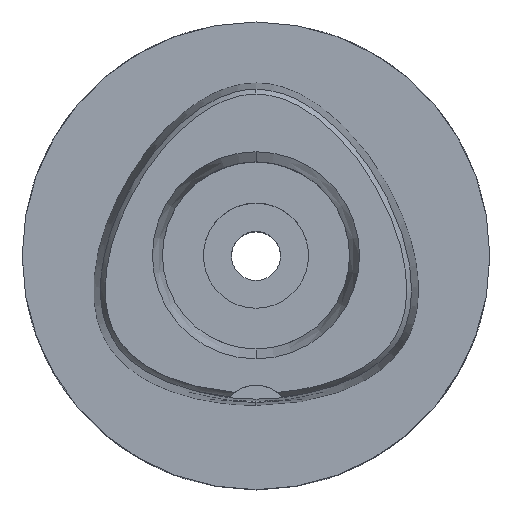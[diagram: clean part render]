
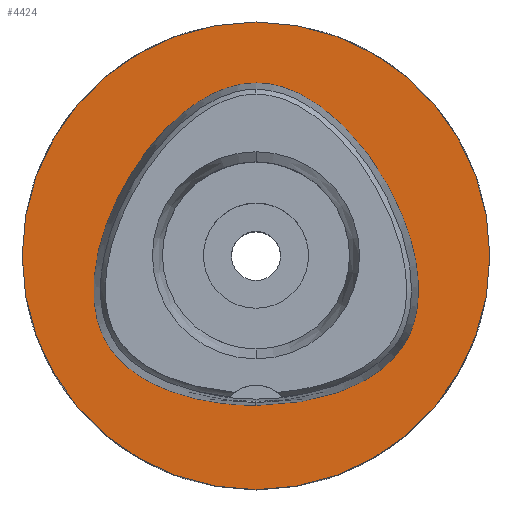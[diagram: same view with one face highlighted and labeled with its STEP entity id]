
A CAD part, top view. The second image highlights one B-rep face of the part: STEP entity #4424.
In plain terms, the highlighted planar face has unit normal (0, 0, 1).
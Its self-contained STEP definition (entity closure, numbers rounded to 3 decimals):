
#77 = CARTESIAN_POINT ( 'NONE',  ( 0., 29.575, 0. ) ) ;
#127 = CARTESIAN_POINT ( 'NONE',  ( 24.775, -16.122, 0. ) ) ;
#161 = CARTESIAN_POINT ( 'NONE',  ( -3.149, 29.34, 0. ) ) ;
#204 = CARTESIAN_POINT ( 'NONE',  ( -23.433, -17.764, 0. ) ) ;
#477 = CARTESIAN_POINT ( 'NONE',  ( 6.262, 28.351, 0. ) ) ;
#499 = DIRECTION ( 'NONE',  ( 0., 0., -1. ) ) ;
#539 = CARTESIAN_POINT ( 'NONE',  ( -26.772, 1.9, 0. ) ) ;
#610 = CARTESIAN_POINT ( 'NONE',  ( -21.421, -19.599, 0. ) ) ;
#656 = FACE_BOUND ( 'NONE', #1864, .T. ) ;
#682 = CARTESIAN_POINT ( 'NONE',  ( -11.74, -24.136, 0. ) ) ;
#860 = CARTESIAN_POINT ( 'NONE',  ( 27.537, -1.766, 0. ) ) ;
#902 = CARTESIAN_POINT ( 'NONE',  ( -9.305, 26.792, 0. ) ) ;
#939 = CARTESIAN_POINT ( 'NONE',  ( 22.339, 12.897, 0. ) ) ;
#1016 = EDGE_LOOP ( 'NONE', ( #1574, #1156 ) ) ;
#1027 = VERTEX_POINT ( 'NONE', #77 ) ;
#1043 = ORIENTED_EDGE ( 'NONE', *, *, #3396, .F. ) ;
#1067 = CARTESIAN_POINT ( 'NONE',  ( 0., 0., 0. ) ) ;
#1156 = ORIENTED_EDGE ( 'NONE', *, *, #2801, .F. ) ;
#1165 = AXIS2_PLACEMENT_3D ( 'NONE', #1710, #499, #3661 ) ;
#1178 = EDGE_CURVE ( 'NONE', #4946, #4622, #2885, .T. ) ;
#1215 = CARTESIAN_POINT ( 'NONE',  ( 23.433, -17.764, 0. ) ) ;
#1240 = CARTESIAN_POINT ( 'NONE',  ( 27.855, -5.338, 0. ) ) ;
#1306 = CARTESIAN_POINT ( 'NONE',  ( 0., 40., 0. ) ) ;
#1323 = CARTESIAN_POINT ( 'NONE',  ( 0., 29.575, 0. ) ) ;
#1424 = VERTEX_POINT ( 'NONE', #3982 ) ;
#1425 = CARTESIAN_POINT ( 'NONE',  ( -25.638, -14.802, 0. ) ) ;
#1475 = FACE_OUTER_BOUND ( 'NONE', #1016, .T. ) ;
#1574 = ORIENTED_EDGE ( 'NONE', *, *, #1178, .F. ) ;
#1659 = CARTESIAN_POINT ( 'NONE',  ( 15.298, -22.965, 0. ) ) ;
#1710 = CARTESIAN_POINT ( 'NONE',  ( 0., 0., 0. ) ) ;
#1719 = DIRECTION ( 'NONE',  ( 0., -1., 0. ) ) ;
#1748 = ORIENTED_EDGE ( 'NONE', *, *, #2830, .F. ) ;
#1864 = EDGE_LOOP ( 'NONE', ( #1748, #1043 ) ) ;
#2026 = B_SPLINE_CURVE_WITH_KNOTS ( 'NONE', 3,
 ( #3248, #4394, #161, #4418, #902, #2455, #4813, #2481, #4029, #539, #3696, #2931, #2615, #3388, #4171, #1425, #2598, #204, #610, #3722, #2950, #682, #2240, #4959, #4582 ),
 .UNSPECIFIED., .F., .F.,
 ( 4, 1, 1, 1, 1, 1, 1, 1, 1, 1, 1, 1, 1, 1, 1, 1, 1, 1, 1, 1, 1, 1, 4 ),
 ( 0., 0.042, 0.083, 0.125, 0.167, 0.25, 0.333, 0.417, 0.458, 0.5, 0.542, 0.583, 0.625, 0.646, 0.667, 0.688, 0.708, 0.75, 0.792, 0.833, 0.875, 0.917, 1. ),
 .UNSPECIFIED. ) ;
#2035 = CARTESIAN_POINT ( 'NONE',  ( 11.74, -24.136, 0. ) ) ;
#2070 = DIRECTION ( 'NONE',  ( 0., 0., -1. ) ) ;
#2083 = CARTESIAN_POINT ( 'NONE',  ( 18.55, -21.454, 0. ) ) ;
#2168 = DIRECTION ( 'NONE',  ( 0., 0., -1. ) ) ;
#2240 = CARTESIAN_POINT ( 'NONE',  ( -6.692, -25.245, 0. ) ) ;
#2413 = CARTESIAN_POINT ( 'NONE',  ( 26.772, 1.9, 0. ) ) ;
#2455 = CARTESIAN_POINT ( 'NONE',  ( -13.218, 24.044, 0. ) ) ;
#2481 = CARTESIAN_POINT ( 'NONE',  ( -22.339, 12.897, 0. ) ) ;
#2569 = CIRCLE ( 'NONE', #3144, 40. ) ;
#2598 = CARTESIAN_POINT ( 'NONE',  ( -24.775, -16.122, 0. ) ) ;
#2615 = CARTESIAN_POINT ( 'NONE',  ( -27.684, -8.752, 0. ) ) ;
#2634 = PLANE ( 'NONE',  #2828 ) ;
#2761 = CARTESIAN_POINT ( 'NONE',  ( 25.209, 6.827, 0. ) ) ;
#2788 = CARTESIAN_POINT ( 'NONE',  ( 21.421, -19.599, 0. ) ) ;
#2801 = EDGE_CURVE ( 'NONE', #4622, #4946, #2569, .T. ) ;
#2828 = AXIS2_PLACEMENT_3D ( 'NONE', #1067, #2168, #3316 ) ;
#2830 = EDGE_CURVE ( 'NONE', #1027, #1424, #2026, .T. ) ;
#2834 = CARTESIAN_POINT ( 'NONE',  ( 0., 0., 0. ) ) ;
#2872 = CARTESIAN_POINT ( 'NONE',  ( 26.349, -13.395, 0. ) ) ;
#2885 = CIRCLE ( 'NONE', #1165, 40. ) ;
#2931 = CARTESIAN_POINT ( 'NONE',  ( -27.855, -5.338, 0. ) ) ;
#2950 = CARTESIAN_POINT ( 'NONE',  ( -15.298, -22.965, 0. ) ) ;
#3144 = AXIS2_PLACEMENT_3D ( 'NONE', #2834, #2070, #1719 ) ;
#3208 = CARTESIAN_POINT ( 'NONE',  ( 13.218, 24.044, 0. ) ) ;
#3237 = CARTESIAN_POINT ( 'NONE',  ( 6.692, -25.245, 0. ) ) ;
#3248 = CARTESIAN_POINT ( 'NONE',  ( 0., 29.575, 0. ) ) ;
#3316 = DIRECTION ( 'NONE',  ( 0., -1., 0. ) ) ;
#3388 = CARTESIAN_POINT ( 'NONE',  ( -27.101, -11.411, 0. ) ) ;
#3396 = EDGE_CURVE ( 'NONE', #1424, #1027, #4704, .T. ) ;
#3560 = CARTESIAN_POINT ( 'NONE',  ( 27.101, -11.411, 0. ) ) ;
#3612 = CARTESIAN_POINT ( 'NONE',  ( 25.638, -14.802, 0. ) ) ;
#3661 = DIRECTION ( 'NONE',  ( 0., 1., 0. ) ) ;
#3696 = CARTESIAN_POINT ( 'NONE',  ( -27.537, -1.766, 0. ) ) ;
#3722 = CARTESIAN_POINT ( 'NONE',  ( -18.55, -21.454, 0. ) ) ;
#3970 = CARTESIAN_POINT ( 'NONE',  ( 9.305, 26.792, 0. ) ) ;
#3982 = CARTESIAN_POINT ( 'NONE',  ( 0., -25.575, 0. ) ) ;
#3997 = CARTESIAN_POINT ( 'NONE',  ( 3.149, 29.34, 0. ) ) ;
#4029 = CARTESIAN_POINT ( 'NONE',  ( -25.209, 6.827, 0. ) ) ;
#4171 = CARTESIAN_POINT ( 'NONE',  ( -26.349, -13.395, 0. ) ) ;
#4324 = CARTESIAN_POINT ( 'NONE',  ( 17.753, 19.522, 0. ) ) ;
#4394 = CARTESIAN_POINT ( 'NONE',  ( -1.05, 29.575, 0. ) ) ;
#4418 = CARTESIAN_POINT ( 'NONE',  ( -6.262, 28.351, 0. ) ) ;
#4424 = ADVANCED_FACE ( 'NONE', ( #1475, #656 ), #2634, .F. ) ;
#4582 = CARTESIAN_POINT ( 'NONE',  ( 0., -25.575, 0. ) ) ;
#4622 = VERTEX_POINT ( 'NONE', #4753 ) ;
#4704 = B_SPLINE_CURVE_WITH_KNOTS ( 'NONE', 3,
 ( #4826, #4716, #3237, #2035, #1659, #2083, #2788, #1215, #127, #3612, #2872, #3560, #4804, #1240, #860, #2413, #2761, #939, #4324, #3208, #3970, #477, #3997, #4771, #1323 ),
 .UNSPECIFIED., .F., .F.,
 ( 4, 1, 1, 1, 1, 1, 1, 1, 1, 1, 1, 1, 1, 1, 1, 1, 1, 1, 1, 1, 1, 1, 4 ),
 ( 0., 0.083, 0.125, 0.167, 0.208, 0.25, 0.292, 0.313, 0.333, 0.354, 0.375, 0.417, 0.458, 0.5, 0.542, 0.583, 0.667, 0.75, 0.833, 0.875, 0.917, 0.958, 1. ),
 .UNSPECIFIED. ) ;
#4716 = CARTESIAN_POINT ( 'NONE',  ( 2.677, -25.575, 0. ) ) ;
#4753 = CARTESIAN_POINT ( 'NONE',  ( 0., -40., 0. ) ) ;
#4771 = CARTESIAN_POINT ( 'NONE',  ( 1.05, 29.575, 0. ) ) ;
#4804 = CARTESIAN_POINT ( 'NONE',  ( 27.684, -8.752, 0. ) ) ;
#4813 = CARTESIAN_POINT ( 'NONE',  ( -17.753, 19.522, 0. ) ) ;
#4826 = CARTESIAN_POINT ( 'NONE',  ( 0., -25.575, 0. ) ) ;
#4946 = VERTEX_POINT ( 'NONE', #1306 ) ;
#4959 = CARTESIAN_POINT ( 'NONE',  ( -2.677, -25.575, 0. ) ) ;
